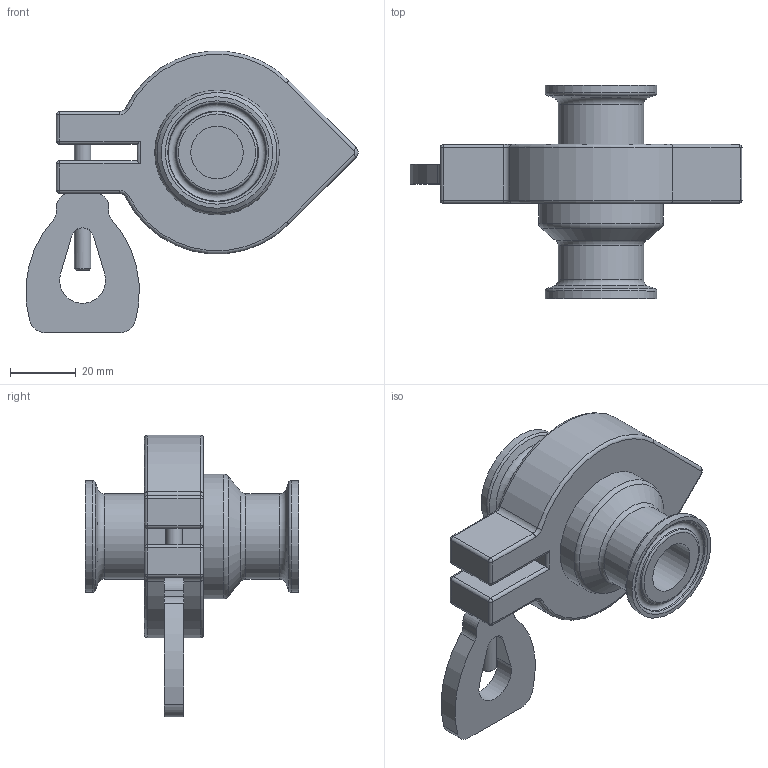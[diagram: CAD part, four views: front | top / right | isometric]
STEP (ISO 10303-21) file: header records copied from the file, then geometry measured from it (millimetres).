
FILE_DESCRIPTION((''),'2;1');
FILE_NAME('LV6CE-015-clamp-01.stp','2012-05-24T17:14:20',('asaokak'),(''),'Autodesk Inventor 2012','Autodesk Inventor 2012','');
FILE_SCHEMA(('AUTOMOTIVE_DESIGN { 1 0 10303 214 1 1 1 1 }'));
Length unit declared in the file: millimetre
Products named in the file (1): LV6CE-015-clamp-01
Bounding box: 101.25 x 65 x 85.9 mm (x, y, z)
Volume: 95239.5 mm3; surface area: 22749.9 mm2
Topology: 1 solids, 1 shells, 109 faces, 241 edges, 140 vertices
Faces by surface type: cylinder 46, plane 25, torus 20, cone 8, sphere 8, bspline 2
Full cylindrical faces by diameter (mm): 5 x2, 16 x2, 26 x2, 34 x2, 38 x1
Entity records: 2906 total; most frequent: CARTESIAN_POINT 567, DIRECTION 538, ORIENTED_EDGE 406, AXIS2_PLACEMENT_3D 228, EDGE_CURVE 203, EDGE_LOOP 150, VERTEX_POINT 133, CIRCLE 116
